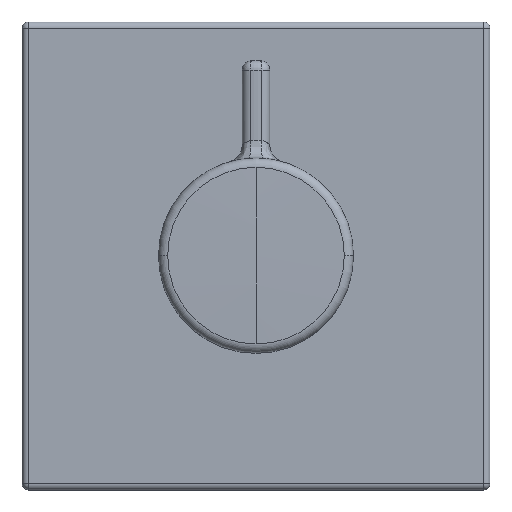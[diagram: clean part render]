
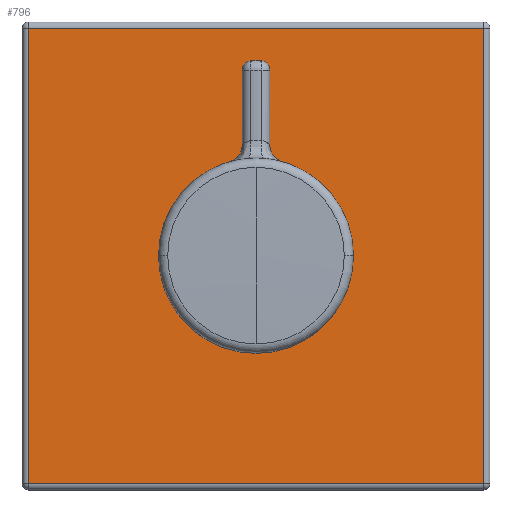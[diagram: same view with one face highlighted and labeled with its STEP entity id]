
A CAD part, top view. The second image highlights one B-rep face of the part: STEP entity #796.
In plain terms, the highlighted face is planar.
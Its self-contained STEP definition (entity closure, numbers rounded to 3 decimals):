
#2 = CARTESIAN_POINT ( 'NONE',  ( -29.2, 9., -29.2 ) ) ;
#63 = CARTESIAN_POINT ( 'NONE',  ( 29.2, 9., -30. ) ) ;
#88 = EDGE_CURVE ( 'NONE', #1693, #1162, #813, .T. ) ;
#96 = VECTOR ( 'NONE', #1684, 1000. ) ;
#104 = ORIENTED_EDGE ( 'NONE', *, *, #563, .T. ) ;
#163 = CARTESIAN_POINT ( 'NONE',  ( -29.2, 9., -30. ) ) ;
#176 = VECTOR ( 'NONE', #1184, 1000. ) ;
#187 = DIRECTION ( 'NONE',  ( 0., 0., 1. ) ) ;
#190 = CARTESIAN_POINT ( 'NONE',  ( 30., 9., 29.2 ) ) ;
#244 = VERTEX_POINT ( 'NONE', #643 ) ;
#311 = VERTEX_POINT ( 'NONE', #2 ) ;
#445 = VECTOR ( 'NONE', #761, 1000. ) ;
#481 = CARTESIAN_POINT ( 'NONE',  ( 30., 9., -29.2 ) ) ;
#563 = EDGE_CURVE ( 'NONE', #311, #244, #793, .T. ) ;
#612 = FACE_OUTER_BOUND ( 'NONE', #1228, .T. ) ;
#643 = CARTESIAN_POINT ( 'NONE',  ( -29.2, 9., 29.2 ) ) ;
#735 = ORIENTED_EDGE ( 'NONE', *, *, #1605, .T. ) ;
#761 = DIRECTION ( 'NONE',  ( -1., 0., 0. ) ) ;
#793 = LINE ( 'NONE', #163, #854 ) ;
#796 = ADVANCED_FACE ( 'NONE', ( #612 ), #1521, .F. ) ;
#813 = LINE ( 'NONE', #63, #176 ) ;
#817 = LINE ( 'NONE', #190, #96 ) ;
#854 = VECTOR ( 'NONE', #187, 1000. ) ;
#948 = AXIS2_PLACEMENT_3D ( 'NONE', #1428, #1062, #1574 ) ;
#1000 = CARTESIAN_POINT ( 'NONE',  ( 29.2, 9., 29.2 ) ) ;
#1021 = ORIENTED_EDGE ( 'NONE', *, *, #88, .T. ) ;
#1062 = DIRECTION ( 'NONE',  ( 0., -1., 0. ) ) ;
#1126 = ORIENTED_EDGE ( 'NONE', *, *, #1560, .T. ) ;
#1162 = VERTEX_POINT ( 'NONE', #1596 ) ;
#1175 = LINE ( 'NONE', #481, #445 ) ;
#1184 = DIRECTION ( 'NONE',  ( 0., 0., -1. ) ) ;
#1228 = EDGE_LOOP ( 'NONE', ( #104, #735, #1021, #1126 ) ) ;
#1428 = CARTESIAN_POINT ( 'NONE',  ( 30., 9., -30. ) ) ;
#1521 = PLANE ( 'NONE',  #948 ) ;
#1560 = EDGE_CURVE ( 'NONE', #1162, #311, #1175, .T. ) ;
#1574 = DIRECTION ( 'NONE',  ( 0., 0., -1. ) ) ;
#1596 = CARTESIAN_POINT ( 'NONE',  ( 29.2, 9., -29.2 ) ) ;
#1605 = EDGE_CURVE ( 'NONE', #244, #1693, #817, .T. ) ;
#1684 = DIRECTION ( 'NONE',  ( 1., 0., 0. ) ) ;
#1693 = VERTEX_POINT ( 'NONE', #1000 ) ;
